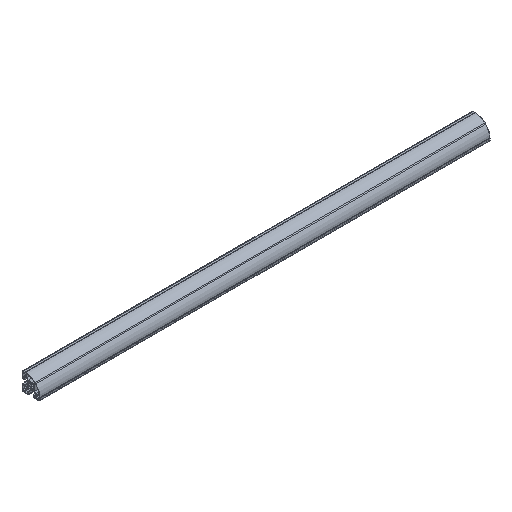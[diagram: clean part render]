
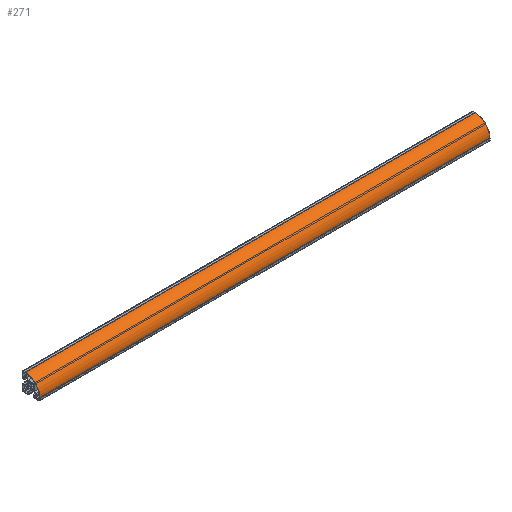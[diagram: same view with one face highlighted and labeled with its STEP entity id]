
A CAD part, isometric view. The second image highlights one B-rep face of the part: STEP entity #271.
In plain terms, the highlighted cylindrical face has radius 33.3 mm (diameter 66.6 mm), a partial arc.
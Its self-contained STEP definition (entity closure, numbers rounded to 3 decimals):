
#271=ADVANCED_FACE('',(#565),#566,.T.);
#565=FACE_OUTER_BOUND('',#887,.T.);
#566=CYLINDRICAL_SURFACE('',#888,33.3);
#887=EDGE_LOOP('',(#1563,#1564,#1565,#1566));
#888=AXIS2_PLACEMENT_3D('',#1567,#1568,#1569);
#1563=ORIENTED_EDGE('',*,*,#2285,.T.);
#1564=ORIENTED_EDGE('',*,*,#2286,.F.);
#1565=ORIENTED_EDGE('',*,*,#2287,.T.);
#1566=ORIENTED_EDGE('',*,*,#2282,.T.);
#1567=CARTESIAN_POINT('',(1000.0,13.3,-13.3));
#1568=DIRECTION('',(-1.0,0.0,0.0));
#1569=DIRECTION('',(0.0,-1.0,0.));
#2282=EDGE_CURVE('',#2830,#2828,#2831,.T.);
#2285=EDGE_CURVE('',#2828,#2834,#2835,.T.);
#2286=EDGE_CURVE('',#2836,#2834,#2837,.T.);
#2287=EDGE_CURVE('',#2836,#2830,#2838,.T.);
#2828=VERTEX_POINT('',#3619);
#2830=VERTEX_POINT('',#3622);
#2831=LINE('',#3623,#3624);
#2834=VERTEX_POINT('',#3628);
#2835=CIRCLE('',#3629,33.3);
#2836=VERTEX_POINT('',#3630);
#2837=LINE('',#3631,#3632);
#2838=CIRCLE('',#3633,33.3);
#3619=CARTESIAN_POINT('',(0.0,13.3,20.0));
#3622=CARTESIAN_POINT('',(1000.0,13.3,20.0));
#3623=CARTESIAN_POINT('',(1000.0,13.3,20.0));
#3624=VECTOR('',#4139,1.0);
#3628=CARTESIAN_POINT('',(0.0,-20.0,-13.3));
#3629=AXIS2_PLACEMENT_3D('',#4141,#4142,#4143);
#3630=CARTESIAN_POINT('',(1000.0,-20.0,-13.3));
#3631=CARTESIAN_POINT('',(1000.0,-20.0,-13.3));
#3632=VECTOR('',#4144,1.0);
#3633=AXIS2_PLACEMENT_3D('',#4145,#4146,#4147);
#4139=DIRECTION('',(-1.0,0.0,0.0));
#4141=CARTESIAN_POINT('',(0.0,13.3,-13.3));
#4142=DIRECTION('',(1.0,0.0,0.0));
#4143=DIRECTION('',(0.0,-1.0,0.));
#4144=DIRECTION('',(-1.0,0.0,0.0));
#4145=CARTESIAN_POINT('',(1000.0,13.3,-13.3));
#4146=DIRECTION('',(-1.0,0.0,0.0));
#4147=DIRECTION('',(0.0,-1.0,0.));
